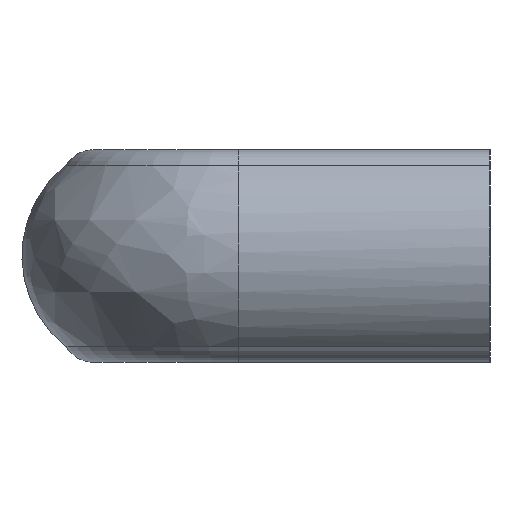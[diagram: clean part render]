
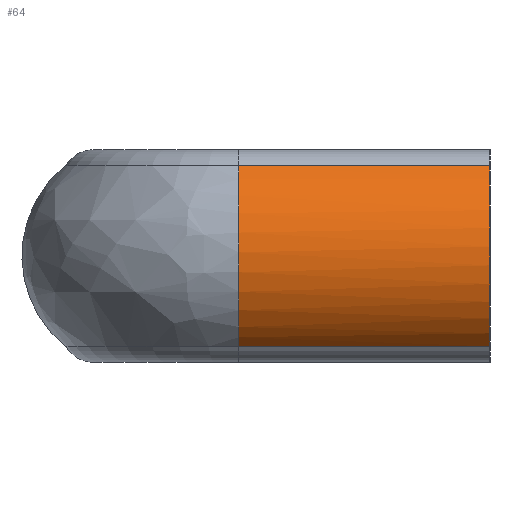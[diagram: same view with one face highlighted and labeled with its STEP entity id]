
A CAD part, left-side view. The second image highlights one B-rep face of the part: STEP entity #64.
In plain terms, the highlighted cylindrical face has radius 13.591 mm (diameter 27.182 mm), a partial arc.
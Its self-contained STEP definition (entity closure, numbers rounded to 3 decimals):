
#64 = ADVANCED_FACE( '', ( #144 ), #145, .T. );
#144 = FACE_OUTER_BOUND( '', #243, .T. );
#145 = CYLINDRICAL_SURFACE( '', #244, 13.591 );
#243 = EDGE_LOOP( '', ( #407, #408, #409, #410 ) );
#244 = AXIS2_PLACEMENT_3D( '', #411, #412, #413 );
#407 = ORIENTED_EDGE( '', *, *, #596, .T. );
#408 = ORIENTED_EDGE( '', *, *, #597, .F. );
#409 = ORIENTED_EDGE( '', *, *, #598, .F. );
#410 = ORIENTED_EDGE( '', *, *, #592, .T. );
#411 = CARTESIAN_POINT( '', ( 13.592, 0., 0. ) );
#412 = DIRECTION( '', ( 0., -1., 0. ) );
#413 = DIRECTION( '', ( 0., 0., 1. ) );
#592 = EDGE_CURVE( '', #686, #684, #687, .T. );
#596 = EDGE_CURVE( '', #684, #692, #693, .T. );
#597 = EDGE_CURVE( '', #694, #692, #695, .T. );
#598 = EDGE_CURVE( '', #686, #694, #696, .T. );
#684 = VERTEX_POINT( '', #883 );
#686 = VERTEX_POINT( '', #894 );
#687 = LINE( '', #895, #896 );
#692 = VERTEX_POINT( '', #902 );
#693 = B_SPLINE_CURVE_WITH_KNOTS( '', 3, ( #903, #904, #905, #906, #907, #908, #909, #910, #911, #912, #913, #914, #915, #916, #917, #918, #919, #920 ), .UNSPECIFIED., .F., .F., ( 4, 2, 2, 2, 2, 2, 2, 2, 4 ), ( 0., 0.125, 0.25, 0.375, 0.5, 0.625, 0.75, 0.875, 1. ), .UNSPECIFIED. );
#694 = VERTEX_POINT( '', #921 );
#695 = LINE( '', #922, #923 );
#696 = CIRCLE( '', #924, 13.591 );
#883 = CARTESIAN_POINT( '', ( 5.106, 29.5, 10.616 ) );
#894 = CARTESIAN_POINT( '', ( 5.106, 0., 10.616 ) );
#895 = CARTESIAN_POINT( '', ( 5.106, 0., 10.616 ) );
#896 = VECTOR( '', #1103, 1000. );
#902 = CARTESIAN_POINT( '', ( 5.106, 29.5, -10.617 ) );
#903 = CARTESIAN_POINT( '', ( 5.106, 29.5, 10.616 ) );
#904 = CARTESIAN_POINT( '', ( 4.313, 29.5, 9.982 ) );
#905 = CARTESIAN_POINT( '', ( 3.592, 29.5, 9.259 ) );
#906 = CARTESIAN_POINT( '', ( 2.327, 29.5, 7.671 ) );
#907 = CARTESIAN_POINT( '', ( 1.784, 29.5, 6.805 ) );
#908 = CARTESIAN_POINT( '', ( 0.904, 29.5, 4.975 ) );
#909 = CARTESIAN_POINT( '', ( 0.567, 29.5, 4.011 ) );
#910 = CARTESIAN_POINT( '', ( 0.115, 29.5, 2.031 ) );
#911 = CARTESIAN_POINT( '', ( 0.001, 29.5, 1.015 ) );
#912 = CARTESIAN_POINT( '', ( 0.001, 29.5, -1.015 ) );
#913 = CARTESIAN_POINT( '', ( 0.115, 29.5, -2.031 ) );
#914 = CARTESIAN_POINT( '', ( 0.567, 29.5, -4.011 ) );
#915 = CARTESIAN_POINT( '', ( 0.904, 29.5, -4.975 ) );
#916 = CARTESIAN_POINT( '', ( 1.784, 29.5, -6.805 ) );
#917 = CARTESIAN_POINT( '', ( 2.327, 29.5, -7.671 ) );
#918 = CARTESIAN_POINT( '', ( 3.592, 29.5, -9.259 ) );
#919 = CARTESIAN_POINT( '', ( 4.313, 29.5, -9.982 ) );
#920 = CARTESIAN_POINT( '', ( 5.106, 29.5, -10.616 ) );
#921 = CARTESIAN_POINT( '', ( 5.106, 0., -10.616 ) );
#922 = CARTESIAN_POINT( '', ( 5.106, 0., -10.616 ) );
#923 = VECTOR( '', #1108, 1000. );
#924 = AXIS2_PLACEMENT_3D( '', #1109, #1110, #1111 );
#1103 = DIRECTION( '', ( 0., 1., 0. ) );
#1108 = DIRECTION( '', ( 0., 1., 0. ) );
#1109 = CARTESIAN_POINT( '', ( 13.592, 0., 0. ) );
#1110 = DIRECTION( '', ( 0., -1., 0. ) );
#1111 = DIRECTION( '', ( 0., 0., 1. ) );
